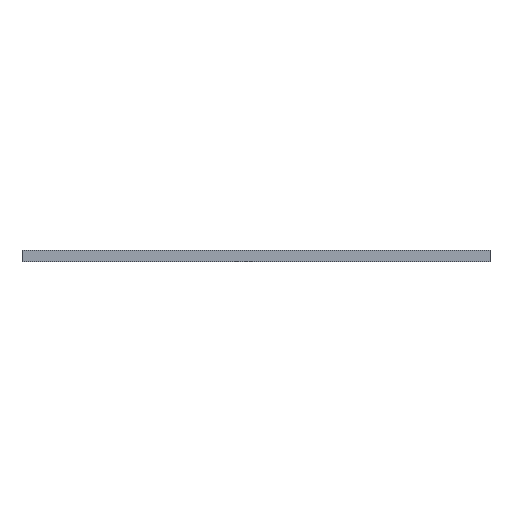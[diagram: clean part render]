
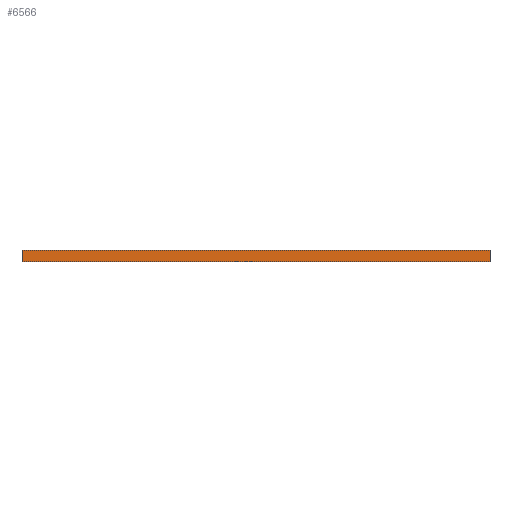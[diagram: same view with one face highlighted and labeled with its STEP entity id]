
A CAD part, top view. The second image highlights one B-rep face of the part: STEP entity #6566.
In plain terms, the highlighted planar face has unit normal (0, 0, 1).
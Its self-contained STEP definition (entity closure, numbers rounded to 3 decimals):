
#231 = CARTESIAN_POINT ( 'NONE',  ( 0., 1., 1. ) ) ;
#279 = CARTESIAN_POINT ( 'NONE',  ( 5000., 119.4, 1. ) ) ;
#515 = VECTOR ( 'NONE', #6114, 1000. ) ;
#706 = VERTEX_POINT ( 'NONE', #8618 ) ;
#1354 = AXIS2_PLACEMENT_3D ( 'NONE', #12130, #11935, #6206 ) ;
#1482 = LINE ( 'NONE', #2525, #8590 ) ;
#2525 = CARTESIAN_POINT ( 'NONE',  ( 5000., 1., 1. ) ) ;
#2790 = VECTOR ( 'NONE', #7852, 1000. ) ;
#2809 = ORIENTED_EDGE ( 'NONE', *, *, #6659, .F. ) ;
#3443 = LINE ( 'NONE', #5382, #6307 ) ;
#3489 = CARTESIAN_POINT ( 'NONE',  ( 5000., 119.4, 1. ) ) ;
#4374 = LINE ( 'NONE', #279, #515 ) ;
#4981 = FACE_OUTER_BOUND ( 'NONE', #11482, .T. ) ;
#5382 = CARTESIAN_POINT ( 'NONE',  ( 5000., 0., 1. ) ) ;
#5601 = VERTEX_POINT ( 'NONE', #3489 ) ;
#5798 = EDGE_CURVE ( 'NONE', #5601, #11472, #4374, .T. ) ;
#5901 = CARTESIAN_POINT ( 'NONE',  ( 0., 0., 1. ) ) ;
#6114 = DIRECTION ( 'NONE',  ( -1., 0., 0. ) ) ;
#6206 = DIRECTION ( 'NONE',  ( 0., 1., 0. ) ) ;
#6307 = VECTOR ( 'NONE', #8352, 1000. ) ;
#6566 = ADVANCED_FACE ( 'NONE', ( #4981 ), #10046, .F. ) ;
#6659 = EDGE_CURVE ( 'NONE', #706, #12582, #1482, .T. ) ;
#7852 = DIRECTION ( 'NONE',  ( 0., -1., 0. ) ) ;
#8352 = DIRECTION ( 'NONE',  ( 0., -1., 0. ) ) ;
#8590 = VECTOR ( 'NONE', #9275, 1000. ) ;
#8618 = CARTESIAN_POINT ( 'NONE',  ( 5000., 1., 1. ) ) ;
#8926 = EDGE_CURVE ( 'NONE', #11472, #12582, #11812, .T. ) ;
#9275 = DIRECTION ( 'NONE',  ( -1., 0., 0. ) ) ;
#10046 = PLANE ( 'NONE',  #1354 ) ;
#10414 = ORIENTED_EDGE ( 'NONE', *, *, #8926, .T. ) ;
#10534 = CARTESIAN_POINT ( 'NONE',  ( 0., 119.4, 1. ) ) ;
#11064 = ORIENTED_EDGE ( 'NONE', *, *, #5798, .T. ) ;
#11472 = VERTEX_POINT ( 'NONE', #10534 ) ;
#11482 = EDGE_LOOP ( 'NONE', ( #10414, #2809, #12544, #11064 ) ) ;
#11812 = LINE ( 'NONE', #5901, #2790 ) ;
#11935 = DIRECTION ( 'NONE',  ( 0., 0., -1. ) ) ;
#12130 = CARTESIAN_POINT ( 'NONE',  ( 5000., 0., 1. ) ) ;
#12329 = EDGE_CURVE ( 'NONE', #5601, #706, #3443, .T. ) ;
#12544 = ORIENTED_EDGE ( 'NONE', *, *, #12329, .F. ) ;
#12582 = VERTEX_POINT ( 'NONE', #231 ) ;
